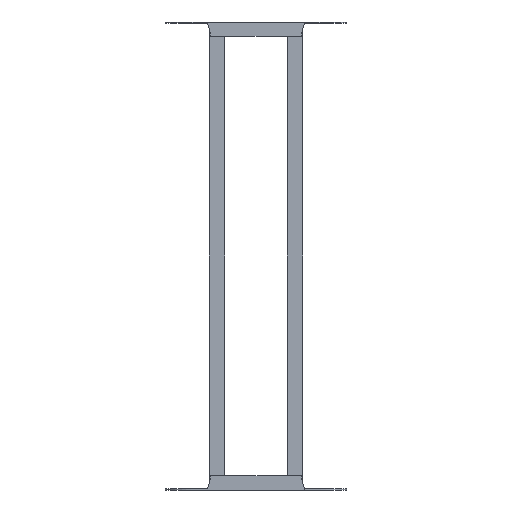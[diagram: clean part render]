
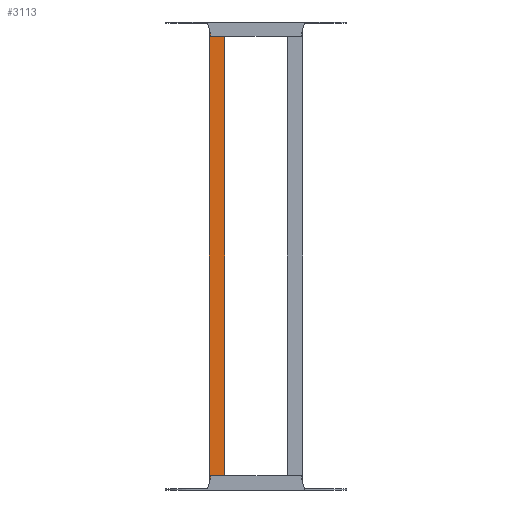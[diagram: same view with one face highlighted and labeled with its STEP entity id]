
A CAD part, front view. The second image highlights one B-rep face of the part: STEP entity #3113.
In plain terms, the highlighted planar face has unit normal (0, -1, 0).
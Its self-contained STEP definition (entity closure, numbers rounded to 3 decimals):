
#25 = CARTESIAN_POINT ( 'NONE',  ( 15., 0., -446. ) ) ;
#41 = LINE ( 'NONE', #1069, #665 ) ;
#61 = DIRECTION ( 'NONE',  ( 0., 0., 1. ) ) ;
#86 = DIRECTION ( 'NONE',  ( 0., 1., 0. ) ) ;
#94 = CARTESIAN_POINT ( 'NONE',  ( -11.5, 0., -446. ) ) ;
#112 = CARTESIAN_POINT ( 'NONE',  ( -11.5, 0., -446. ) ) ;
#126 = PLANE ( 'NONE',  #2614 ) ;
#154 = CARTESIAN_POINT ( 'NONE',  ( -15., 0., 446. ) ) ;
#192 = CARTESIAN_POINT ( 'NONE',  ( -11.5, 0., 446. ) ) ;
#213 = VECTOR ( 'NONE', #813, 1000. ) ;
#300 = DIRECTION ( 'NONE',  ( -1., 0., 0. ) ) ;
#312 = CARTESIAN_POINT ( 'NONE',  ( -11.5, 0., 446. ) ) ;
#321 = VERTEX_POINT ( 'NONE', #3180 ) ;
#329 = DIRECTION ( 'NONE',  ( 0., 0., 1. ) ) ;
#345 = VECTOR ( 'NONE', #2882, 1000. ) ;
#369 = VECTOR ( 'NONE', #329, 1000. ) ;
#439 = LINE ( 'NONE', #1233, #345 ) ;
#463 = VERTEX_POINT ( 'NONE', #154 ) ;
#572 = CARTESIAN_POINT ( 'NONE',  ( -15., 0., 446. ) ) ;
#641 = EDGE_CURVE ( 'NONE', #2036, #321, #1068, .T. ) ;
#665 = VECTOR ( 'NONE', #1626, 1000. ) ;
#686 = VECTOR ( 'NONE', #1869, 1000. ) ;
#813 = DIRECTION ( 'NONE',  ( 1., 0., 0. ) ) ;
#947 = CARTESIAN_POINT ( 'NONE',  ( -11.5, 0., -446. ) ) ;
#965 = EDGE_CURVE ( 'NONE', #321, #463, #3303, .T. ) ;
#1018 = EDGE_CURVE ( 'NONE', #3228, #3235, #2583, .T. ) ;
#1032 = ORIENTED_EDGE ( 'NONE', *, *, #2020, .F. ) ;
#1068 = LINE ( 'NONE', #192, #1112 ) ;
#1069 = CARTESIAN_POINT ( 'NONE',  ( 15., 0., -446. ) ) ;
#1112 = VECTOR ( 'NONE', #2229, 1000. ) ;
#1146 = LINE ( 'NONE', #1426, #369 ) ;
#1233 = CARTESIAN_POINT ( 'NONE',  ( -15., 0., -446. ) ) ;
#1268 = VERTEX_POINT ( 'NONE', #1481 ) ;
#1392 = ORIENTED_EDGE ( 'NONE', *, *, #1849, .F. ) ;
#1426 = CARTESIAN_POINT ( 'NONE',  ( 15., 0., -446. ) ) ;
#1481 = CARTESIAN_POINT ( 'NONE',  ( -15., 0., -446. ) ) ;
#1491 = ORIENTED_EDGE ( 'NONE', *, *, #1627, .F. ) ;
#1626 = DIRECTION ( 'NONE',  ( 1., 0., 0. ) ) ;
#1627 = EDGE_CURVE ( 'NONE', #1268, #463, #439, .T. ) ;
#1849 = EDGE_CURVE ( 'NONE', #3235, #1268, #2895, .T. ) ;
#1869 = DIRECTION ( 'NONE',  ( -1., 0., 0. ) ) ;
#1902 = DIRECTION ( 'NONE',  ( -1., 0., 0. ) ) ;
#1944 = CARTESIAN_POINT ( 'NONE',  ( 11.5, 0., 446. ) ) ;
#2020 = EDGE_CURVE ( 'NONE', #2036, #2139, #2555, .T. ) ;
#2036 = VERTEX_POINT ( 'NONE', #1944 ) ;
#2139 = VERTEX_POINT ( 'NONE', #2264 ) ;
#2229 = DIRECTION ( 'NONE',  ( -1., 0., 0. ) ) ;
#2264 = CARTESIAN_POINT ( 'NONE',  ( 15., 0., 446. ) ) ;
#2375 = EDGE_LOOP ( 'NONE', ( #2867, #2546, #1491, #1392, #2429, #2574, #2651, #1032 ) ) ;
#2429 = ORIENTED_EDGE ( 'NONE', *, *, #1018, .F. ) ;
#2486 = CARTESIAN_POINT ( 'NONE',  ( 11.5, 0., -446. ) ) ;
#2546 = ORIENTED_EDGE ( 'NONE', *, *, #965, .T. ) ;
#2555 = LINE ( 'NONE', #312, #213 ) ;
#2562 = CARTESIAN_POINT ( 'NONE',  ( -11.5, 0., -446. ) ) ;
#2574 = ORIENTED_EDGE ( 'NONE', *, *, #2845, .T. ) ;
#2583 = LINE ( 'NONE', #2562, #2643 ) ;
#2614 = AXIS2_PLACEMENT_3D ( 'NONE', #112, #86, #61 ) ;
#2643 = VECTOR ( 'NONE', #1902, 1000. ) ;
#2651 = ORIENTED_EDGE ( 'NONE', *, *, #2703, .T. ) ;
#2703 = EDGE_CURVE ( 'NONE', #2940, #2139, #1146, .T. ) ;
#2845 = EDGE_CURVE ( 'NONE', #3228, #2940, #41, .T. ) ;
#2867 = ORIENTED_EDGE ( 'NONE', *, *, #641, .T. ) ;
#2882 = DIRECTION ( 'NONE',  ( 0., 0., 1. ) ) ;
#2895 = LINE ( 'NONE', #94, #686 ) ;
#2940 = VERTEX_POINT ( 'NONE', #25 ) ;
#3113 = ADVANCED_FACE ( 'NONE', ( #3240 ), #126, .F. ) ;
#3180 = CARTESIAN_POINT ( 'NONE',  ( -11.5, 0., 446. ) ) ;
#3228 = VERTEX_POINT ( 'NONE', #2486 ) ;
#3235 = VERTEX_POINT ( 'NONE', #947 ) ;
#3240 = FACE_OUTER_BOUND ( 'NONE', #2375, .T. ) ;
#3303 = LINE ( 'NONE', #572, #3337 ) ;
#3337 = VECTOR ( 'NONE', #300, 1000. ) ;
